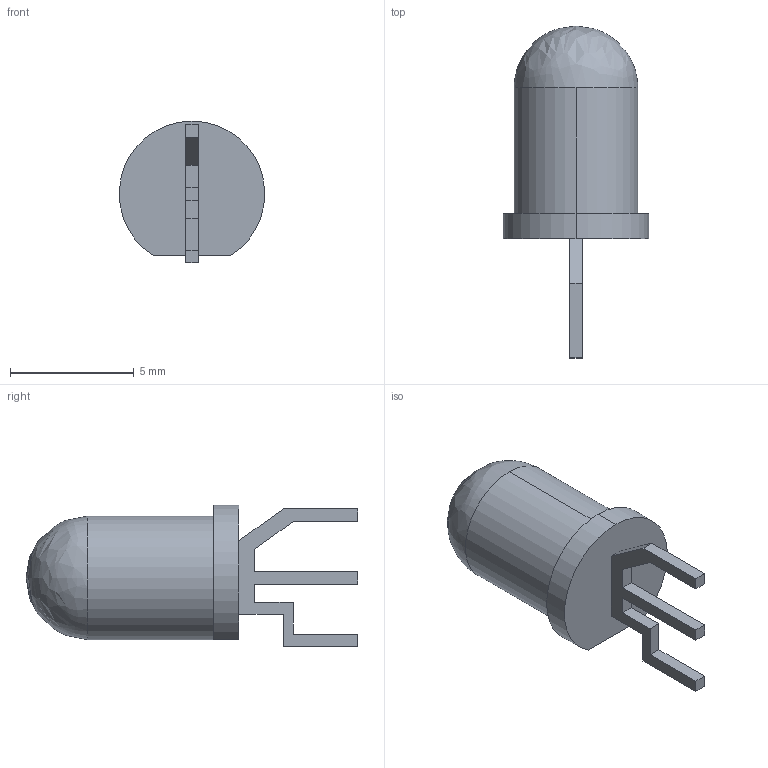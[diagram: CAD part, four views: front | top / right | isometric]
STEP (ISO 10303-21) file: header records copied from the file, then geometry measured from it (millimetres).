
FILE_DESCRIPTION (( 'STEP AP214' ), '1' );
FILE_NAME ('User Library-5mmBiColorLED.STEP', '2013-08-18T15:47:22', ( 'Windows User' ), ( '' ), 'SwSTEP 2.0', 'SolidWorks 2013', '' );
FILE_SCHEMA (( 'AUTOMOTIVE_DESIGN' ));
Length unit declared in the file: inch
Products named in the file (1): User Library-5mmBiColorLED
Bounding box: 5.89 x 13.44 x 5.74 mm (x, y, z)
Volume: 164.4 mm3; surface area: 204.9 mm2
Topology: 1 solids, 1 shells, 27 faces, 74 edges, 48 vertices
Faces by surface type: plane 22, cylinder 4, bspline 1
Entity records: 1233 total; most frequent: CARTESIAN_POINT 162, ORIENTED_EDGE 142, DIRECTION 135, EDGE_CURVE 71, LINE 61, VECTOR 61, VERTEX_POINT 48, AXIS2_PLACEMENT_3D 37
